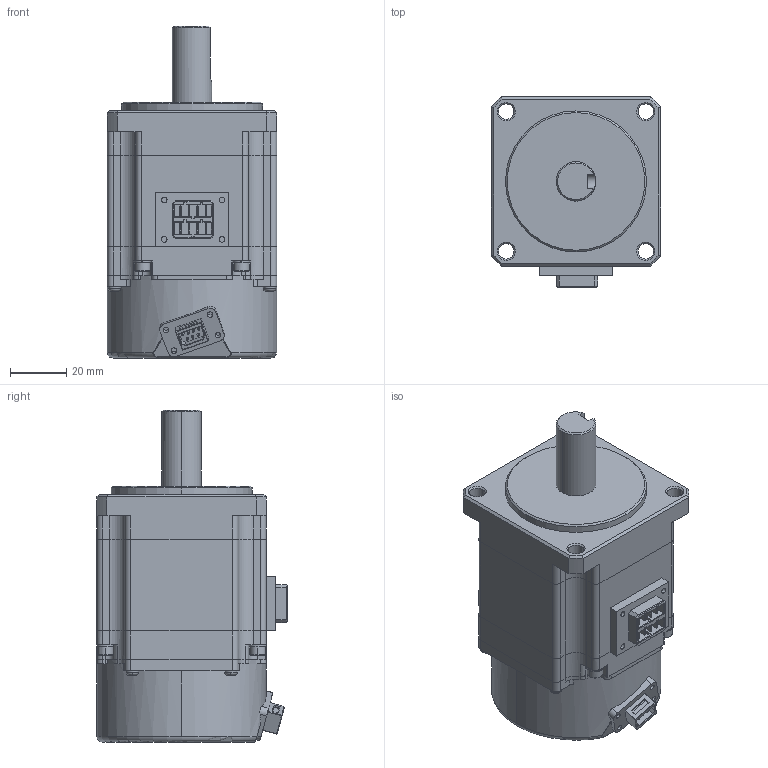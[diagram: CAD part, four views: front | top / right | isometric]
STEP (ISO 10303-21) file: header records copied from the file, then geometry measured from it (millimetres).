
FILE_DESCRIPTION(('Creo Elements/Direct Modeling STEP Export'),'2;1');
FILE_NAME('TSM4202N2300E205.stp','2018-02-14T 9:27:57',(''),(''),'Creo Elements/Direct Modeling STEP processor for AP214 (Solid Model)','Creo Elements/Direct Modeling 17.0F 20-Aug-2012 (C) Parametric Technology GmbH','');
FILE_SCHEMA(('AUTOMOTIVE_DESIGN { 1 0 10303 214 1 1 1 1 }'));
Products named in the file (2): TSM4202N2330E205
Assembly tree (1 placements, depth 2):
  TSM4202N2330E205
    TSM4202N2330E205
Bounding box: 60 x 67.4 x 117.7 mm (x, y, z)
Volume: 284987.2 mm3; surface area: 30069.6 mm2
Topology: 1 solids, 6 shells, 1281 faces, 3038 edges, 1756 vertices
Faces by surface type: plane 594, cylinder 339, bspline 222, cone 87, sphere 16, extrusion 14, torus 9
Entity records: 48110 total; most frequent: CARTESIAN_POINT 19952, ORIENTED_EDGE 6018, DIRECTION 4793, EDGE_CURVE 2993, VERTEX_POINT 1756, AXIS2_PLACEMENT_3D 1632, VECTOR 1529, LINE 1515
